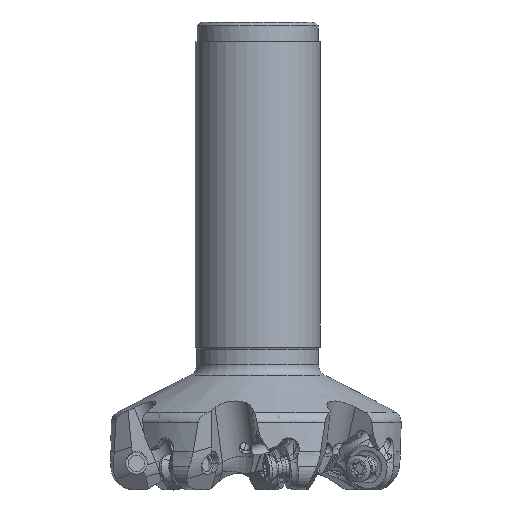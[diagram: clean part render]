
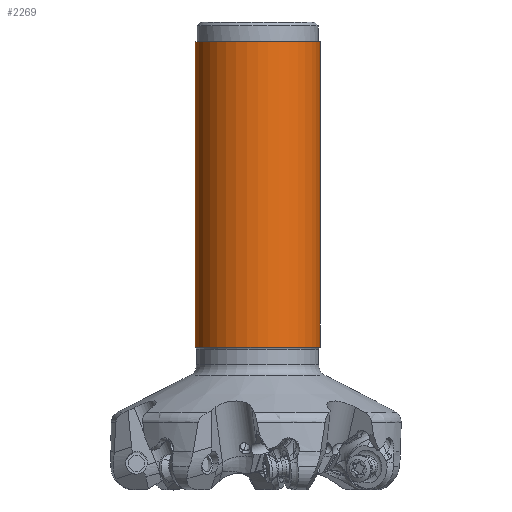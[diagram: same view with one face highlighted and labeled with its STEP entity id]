
A CAD part, front view. The second image highlights one B-rep face of the part: STEP entity #2269.
In plain terms, the highlighted cylindrical face has radius 15.875 mm (diameter 31.75 mm), a partial arc.
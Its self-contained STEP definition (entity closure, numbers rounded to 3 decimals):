
#1874=CYLINDRICAL_SURFACE('',#16424,15.875);
#2269=ADVANCED_FACE('',(#3224),#1874,.T.);
#3224=FACE_OUTER_BOUND('',#4084,.T.);
#4084=EDGE_LOOP('',(#5784,#5785,#5786,#5787));
#5023=CIRCLE('',#16421,15.875);
#5024=CIRCLE('',#16423,15.875);
#5784=ORIENTED_EDGE('',*,*,#12508,.T.);
#5785=ORIENTED_EDGE('',*,*,#12507,.F.);
#5786=ORIENTED_EDGE('',*,*,#12509,.T.);
#5787=ORIENTED_EDGE('',*,*,#12510,.T.);
#10837=VERTEX_POINT('',#21946);
#10838=VERTEX_POINT('',#21948);
#10842=VERTEX_POINT('',#21965);
#10843=VERTEX_POINT('',#21967);
#12507=EDGE_CURVE('',#10838,#10837,#5023,.T.);
#12508=EDGE_CURVE('',#10842,#10837,#15034,.T.);
#12509=EDGE_CURVE('',#10838,#10843,#15035,.T.);
#12510=EDGE_CURVE('',#10843,#10842,#5024,.T.);
#15034=LINE('',#21964,#15587);
#15035=LINE('',#21966,#15588);
#15587=VECTOR('',#18118,1.);
#15588=VECTOR('',#18119,1.);
#16421=AXIS2_PLACEMENT_3D('',#21962,#18114,#18115);
#16423=AXIS2_PLACEMENT_3D('',#21968,#18120,#18121);
#16424=AXIS2_PLACEMENT_3D('',#21969,#18122,#18123);
#18114=DIRECTION('',(0.,0.,-1.));
#18115=DIRECTION('',(1.,0.,0.));
#18118=DIRECTION('',(0.,0.,-1.));
#18119=DIRECTION('',(0.,0.,1.));
#18120=DIRECTION('',(0.,0.,-1.));
#18121=DIRECTION('',(1.,0.,0.));
#18122=DIRECTION('',(0.,0.,-1.));
#18123=DIRECTION('',(-1.,0.,0.));
#21946=CARTESIAN_POINT('',(-15.875,0.,-82.55));
#21948=CARTESIAN_POINT('',(15.875,0.,-82.55));
#21962=CARTESIAN_POINT('',(0.,0.,-82.55));
#21964=CARTESIAN_POINT('',(-15.875,0.,-5.));
#21965=CARTESIAN_POINT('',(-15.875,0.,-5.));
#21966=CARTESIAN_POINT('',(15.875,0.,-82.55));
#21967=CARTESIAN_POINT('',(15.875,0.,-5.));
#21968=CARTESIAN_POINT('',(0.,0.,-5.));
#21969=CARTESIAN_POINT('',(0.,0.,-3.449));
